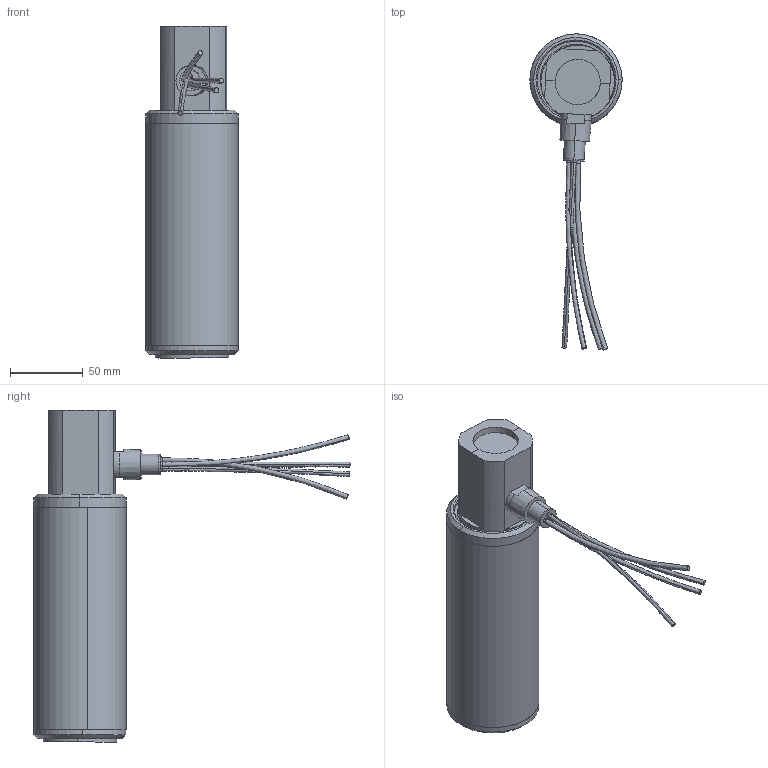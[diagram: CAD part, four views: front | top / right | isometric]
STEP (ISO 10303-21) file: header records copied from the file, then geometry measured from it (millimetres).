
FILE_DESCRIPTION (( 'STEP AP203' ), '1' );
FILE_NAME ('CT200-1CER-1F-NF-X AUG2017 203.STEP', '2017-08-31T18:39:51', ( '' ), ( '' ), 'SwSTEP 2.0', 'SolidWorks 2017', '' );
FILE_SCHEMA (( 'CONFIG_CONTROL_DESIGN' ));
Length unit declared in the file: inch
Products named in the file (1): CT200-1CER-1F-NF-X AUG2017 203
Bounding box: 63.5 x 217.87 x 228.64 mm (x, y, z)
Volume: 166776.9 mm3; surface area: 114827.1 mm2
Topology: 15 solids, 15 shells, 216 faces, 473 edges, 295 vertices
Faces by surface type: cylinder 96, plane 68, cone 42, bspline 10
Entity records: 6816 total; most frequent: CARTESIAN_POINT 1860, DIRECTION 1099, ORIENTED_EDGE 946, EDGE_CURVE 473, AXIS2_PLACEMENT_3D 456, VERTEX_POINT 295, CIRCLE 249, EDGE_LOOP 248
